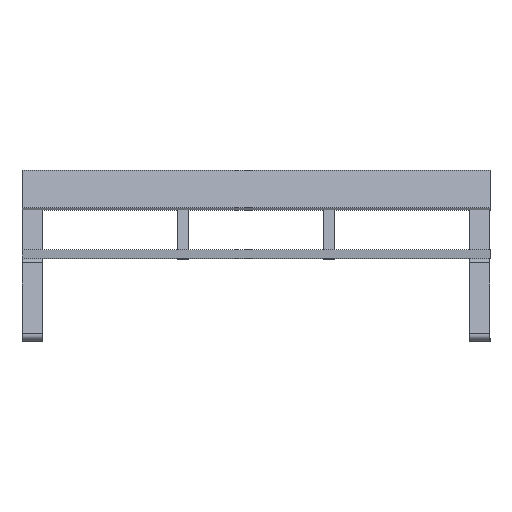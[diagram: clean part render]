
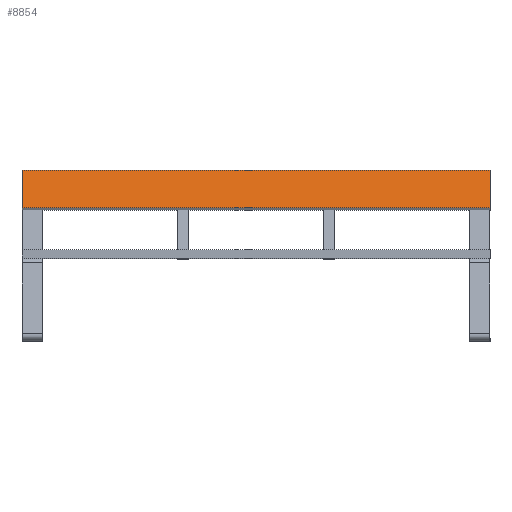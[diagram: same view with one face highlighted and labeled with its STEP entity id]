
A CAD part, top view. The second image highlights one B-rep face of the part: STEP entity #8854.
In plain terms, the highlighted face is planar.
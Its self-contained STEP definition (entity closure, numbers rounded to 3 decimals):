
#918 = DIRECTION ( 'NONE',  ( 0., 0., 1. ) ) ;
#971 = CARTESIAN_POINT ( 'NONE',  ( -1150., 42., -95. ) ) ;
#1469 = EDGE_CURVE ( 'NONE', #14172, #8912, #15143, .T. ) ;
#1569 = ORIENTED_EDGE ( 'NONE', *, *, #1469, .T. ) ;
#2066 = DIRECTION ( 'NONE',  ( -1., 0., 0. ) ) ;
#3153 = CARTESIAN_POINT ( 'NONE',  ( -1150., 42., 95. ) ) ;
#3242 = CARTESIAN_POINT ( 'NONE',  ( 1150., 42., 95. ) ) ;
#3263 = CARTESIAN_POINT ( 'NONE',  ( 1150., 42., -95. ) ) ;
#3286 = ORIENTED_EDGE ( 'NONE', *, *, #5671, .F. ) ;
#3418 = ORIENTED_EDGE ( 'NONE', *, *, #6132, .T. ) ;
#3586 = ORIENTED_EDGE ( 'NONE', *, *, #15200, .F. ) ;
#3749 = DIRECTION ( 'NONE',  ( 0., 0., -1. ) ) ;
#3982 = CARTESIAN_POINT ( 'NONE',  ( 1150., 42., 95. ) ) ;
#4356 = CARTESIAN_POINT ( 'NONE',  ( 1150., 42., 95. ) ) ;
#4426 = LINE ( 'NONE', #4356, #14660 ) ;
#5671 = EDGE_CURVE ( 'NONE', #8301, #6704, #8100, .T. ) ;
#5805 = VECTOR ( 'NONE', #12876, 1000. ) ;
#5924 = CARTESIAN_POINT ( 'NONE',  ( -1150., 42., 95. ) ) ;
#6132 = EDGE_CURVE ( 'NONE', #8912, #6704, #12934, .T. ) ;
#6141 = FACE_OUTER_BOUND ( 'NONE', #10741, .T. ) ;
#6471 = CARTESIAN_POINT ( 'NONE',  ( 1150., 42., -95. ) ) ;
#6704 = VERTEX_POINT ( 'NONE', #5924 ) ;
#8100 = LINE ( 'NONE', #3242, #5805 ) ;
#8215 = CARTESIAN_POINT ( 'NONE',  ( 1150., 42., 95. ) ) ;
#8230 = DIRECTION ( 'NONE',  ( 0., 0., 1. ) ) ;
#8301 = VERTEX_POINT ( 'NONE', #8215 ) ;
#8854 = ADVANCED_FACE ( 'NONE', ( #6141 ), #10977, .F. ) ;
#8912 = VERTEX_POINT ( 'NONE', #971 ) ;
#10741 = EDGE_LOOP ( 'NONE', ( #3418, #3286, #3586, #1569 ) ) ;
#10977 = PLANE ( 'NONE',  #11364 ) ;
#11364 = AXIS2_PLACEMENT_3D ( 'NONE', #3982, #13290, #3749 ) ;
#12876 = DIRECTION ( 'NONE',  ( -1., 0., 0. ) ) ;
#12934 = LINE ( 'NONE', #3153, #15722 ) ;
#13290 = DIRECTION ( 'NONE',  ( 0., -1., 0. ) ) ;
#14172 = VERTEX_POINT ( 'NONE', #6471 ) ;
#14188 = VECTOR ( 'NONE', #2066, 1000. ) ;
#14660 = VECTOR ( 'NONE', #8230, 1000. ) ;
#15143 = LINE ( 'NONE', #3263, #14188 ) ;
#15200 = EDGE_CURVE ( 'NONE', #14172, #8301, #4426, .T. ) ;
#15722 = VECTOR ( 'NONE', #918, 1000. ) ;
